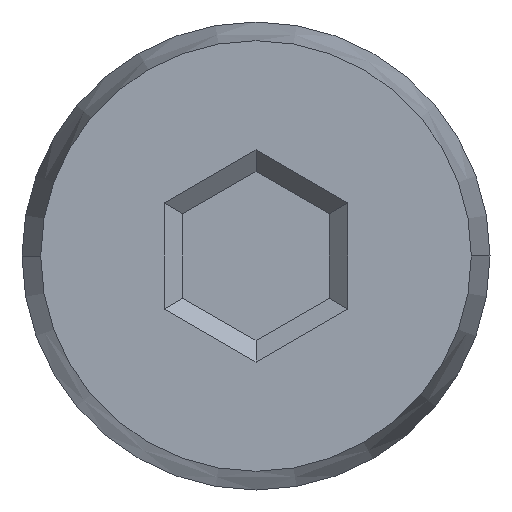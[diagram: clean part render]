
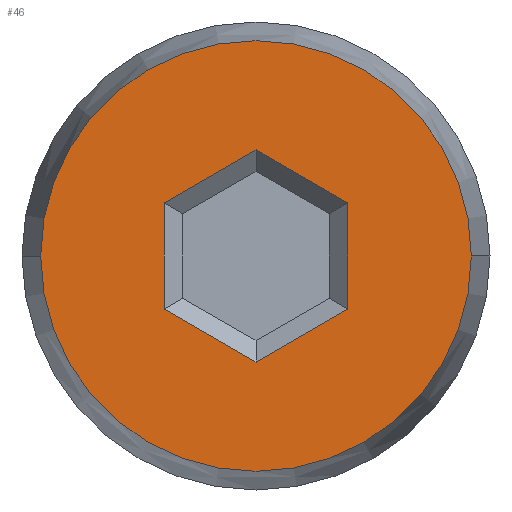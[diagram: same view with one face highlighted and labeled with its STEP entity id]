
A CAD part, left-side view. The second image highlights one B-rep face of the part: STEP entity #46.
In plain terms, the highlighted planar face has unit normal (-1, 0, 0).
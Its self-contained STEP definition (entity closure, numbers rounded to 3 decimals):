
#1 = VERTEX_POINT ( 'NONE', #190 ) ;
#2 = ORIENTED_EDGE ( 'NONE', *, *, #45, .T. ) ;
#3 = VERTEX_POINT ( 'NONE', #189 ) ;
#7 = ORIENTED_EDGE ( 'NONE', *, *, #51, .T. ) ;
#9 = EDGE_LOOP ( 'NONE', ( #48, #40 ) ) ;
#11 = VERTEX_POINT ( 'NONE', #140 ) ;
#12 = EDGE_CURVE ( 'NONE', #28, #3, #139, .T. ) ;
#17 = VERTEX_POINT ( 'NONE', #135 ) ;
#21 = ORIENTED_EDGE ( 'NONE', *, *, #29, .T. ) ;
#22 = ORIENTED_EDGE ( 'NONE', *, *, #34, .T. ) ;
#28 = VERTEX_POINT ( 'NONE', #433 ) ;
#29 = EDGE_CURVE ( 'NONE', #17, #11, #432, .T. ) ;
#34 = EDGE_CURVE ( 'NONE', #11, #28, #428, .T. ) ;
#37 = EDGE_LOOP ( 'NONE', ( #50, #21, #22, #52, #2, #7 ) ) ;
#39 = EDGE_CURVE ( 'NONE', #69, #83, #506, .T. ) ;
#40 = ORIENTED_EDGE ( 'NONE', *, *, #39, .F. ) ;
#45 = EDGE_CURVE ( 'NONE', #3, #1, #425, .T. ) ;
#46 = ADVANCED_FACE ( 'NONE', ( #416, #415 ), #400, .T. ) ;
#47 = VERTEX_POINT ( 'NONE', #388 ) ;
#48 = ORIENTED_EDGE ( 'NONE', *, *, #68, .F. ) ;
#49 = EDGE_CURVE ( 'NONE', #47, #17, #387, .T. ) ;
#50 = ORIENTED_EDGE ( 'NONE', *, *, #49, .T. ) ;
#51 = EDGE_CURVE ( 'NONE', #1, #47, #376, .T. ) ;
#52 = ORIENTED_EDGE ( 'NONE', *, *, #12, .T. ) ;
#68 = EDGE_CURVE ( 'NONE', #83, #69, #469, .T. ) ;
#69 = VERTEX_POINT ( 'NONE', #464 ) ;
#83 = VERTEX_POINT ( 'NONE', #559 ) ;
#135 = CARTESIAN_POINT ( 'NONE',  ( -27.101, 2.742, -2.404 ) ) ;
#136 = DIRECTION ( 'NONE',  ( 0., -0.866, 0.5 ) ) ;
#137 = VECTOR ( 'NONE', #136, 1000. ) ;
#138 = CARTESIAN_POINT ( 'NONE',  ( -27.101, 2.869, 0.401 ) ) ;
#139 = LINE ( 'NONE', #138, #137 ) ;
#140 = CARTESIAN_POINT ( 'NONE',  ( -27.101, 3.988, -1.685 ) ) ;
#189 = CARTESIAN_POINT ( 'NONE',  ( -27.101, 2.742, 0.474 ) ) ;
#190 = CARTESIAN_POINT ( 'NONE',  ( -27.101, 1.496, -0.246 ) ) ;
#373 = DIRECTION ( 'NONE',  ( 0., 0., -1. ) ) ;
#374 = VECTOR ( 'NONE', #373, 1000. ) ;
#375 = CARTESIAN_POINT ( 'NONE',  ( -27.101, 1.496, -1.538 ) ) ;
#376 = LINE ( 'NONE', #375, #374 ) ;
#384 = DIRECTION ( 'NONE',  ( 0., 0.866, -0.5 ) ) ;
#385 = VECTOR ( 'NONE', #384, 1000. ) ;
#386 = CARTESIAN_POINT ( 'NONE',  ( -27.101, 2.615, -2.331 ) ) ;
#387 = LINE ( 'NONE', #386, #385 ) ;
#388 = CARTESIAN_POINT ( 'NONE',  ( -27.101, 1.496, -1.685 ) ) ;
#389 = DIRECTION ( 'NONE',  ( 0., -1., 0. ) ) ;
#390 = DIRECTION ( 'NONE',  ( -1., 0., 0. ) ) ;
#391 = CARTESIAN_POINT ( 'NONE',  ( -27.101, 2.742, -0.965 ) ) ;
#399 = AXIS2_PLACEMENT_3D ( 'NONE', #391, #390, #389 ) ;
#400 = PLANE ( 'NONE',  #399 ) ;
#415 = FACE_OUTER_BOUND ( 'NONE', #9, .T. ) ;
#416 = FACE_BOUND ( 'NONE', #37, .T. ) ;
#417 = DIRECTION ( 'NONE',  ( 0., -0.866, -0.5 ) ) ;
#418 = VECTOR ( 'NONE', #417, 1000. ) ;
#419 = CARTESIAN_POINT ( 'NONE',  ( -27.101, 1.623, -0.172 ) ) ;
#425 = LINE ( 'NONE', #419, #418 ) ;
#428 = LINE ( 'NONE', #509, #508 ) ;
#429 = DIRECTION ( 'NONE',  ( 0., 0.866, 0.5 ) ) ;
#430 = VECTOR ( 'NONE', #429, 1000. ) ;
#431 = CARTESIAN_POINT ( 'NONE',  ( -27.101, 3.861, -1.758 ) ) ;
#432 = LINE ( 'NONE', #431, #430 ) ;
#433 = CARTESIAN_POINT ( 'NONE',  ( -27.101, 3.988, -0.246 ) ) ;
#464 = CARTESIAN_POINT ( 'NONE',  ( -27.101, -0.179, -0.965 ) ) ;
#465 = DIRECTION ( 'NONE',  ( 0., 1., 0. ) ) ;
#466 = DIRECTION ( 'NONE',  ( 1., 0., 0. ) ) ;
#467 = CARTESIAN_POINT ( 'NONE',  ( -27.101, 2.742, -0.965 ) ) ;
#468 = AXIS2_PLACEMENT_3D ( 'NONE', #467, #466, #465 ) ;
#469 = CIRCLE ( 'NONE', #468, 2.921 ) ;
#502 = DIRECTION ( 'NONE',  ( 0., 1., 0. ) ) ;
#503 = DIRECTION ( 'NONE',  ( 1., 0., 0. ) ) ;
#504 = CARTESIAN_POINT ( 'NONE',  ( -27.101, 2.742, -0.965 ) ) ;
#505 = AXIS2_PLACEMENT_3D ( 'NONE', #504, #503, #502 ) ;
#506 = CIRCLE ( 'NONE', #505, 2.921 ) ;
#507 = DIRECTION ( 'NONE',  ( 0., 0., 1. ) ) ;
#508 = VECTOR ( 'NONE', #507, 1000. ) ;
#509 = CARTESIAN_POINT ( 'NONE',  ( -27.101, 3.988, -0.392 ) ) ;
#559 = CARTESIAN_POINT ( 'NONE',  ( -27.101, 5.663, -0.965 ) ) ;
